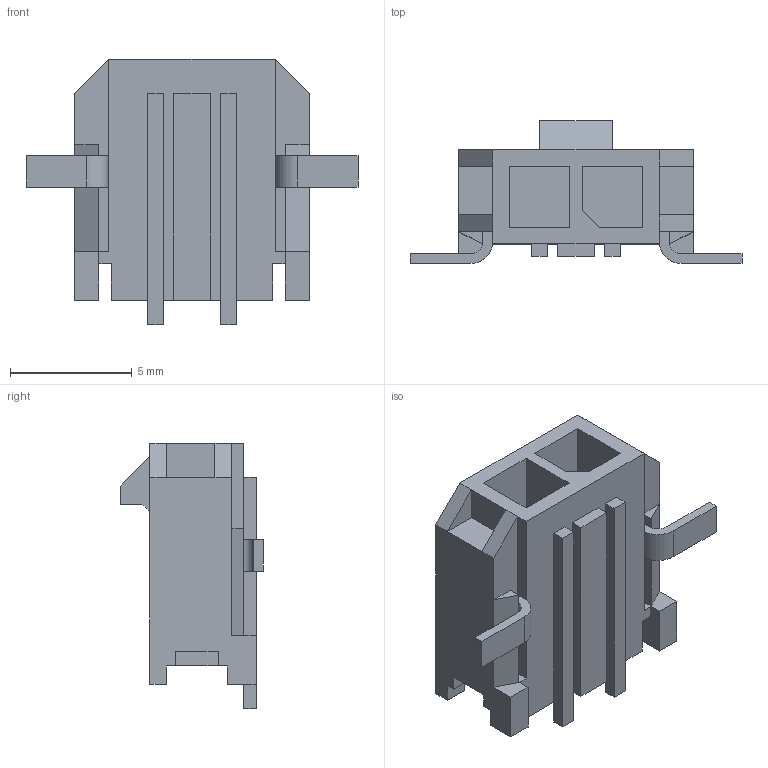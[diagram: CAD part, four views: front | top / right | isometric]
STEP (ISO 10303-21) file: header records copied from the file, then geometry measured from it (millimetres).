
FILE_DESCRIPTION(('STEP AP242'),'1');
FILE_NAME('43650-0212.stp','2021-02-27T21:32:40',('TraceParts'),('TraceParts S.A.'),'Spatial InterOp 3D',' ',' ');
FILE_SCHEMA(('AP242_MANAGED_MODEL_BASED_3D_ENGINEERING_MIM_LF {1 0 10303 442 1 1 4}'));
Length unit declared in the file: millimetre
Products named in the file (1): 43650-0212_1
Bounding box: 13.65 x 5.87 x 10.9 mm (x, y, z)
Volume: 292.5 mm3; surface area: 530.1 mm2
Topology: 1 solids, 1 shells, 125 faces, 367 edges, 270 vertices
Faces by surface type: plane 120, cylinder 5
Entity records: 4063 total; most frequent: CARTESIAN_POINT 718, ORIENTED_EDGE 688, DIRECTION 631, LINE 357, VECTOR 357, EDGE_CURVE 344, VERTEX_POINT 224, AXIS2_PLACEMENT_3D 137
